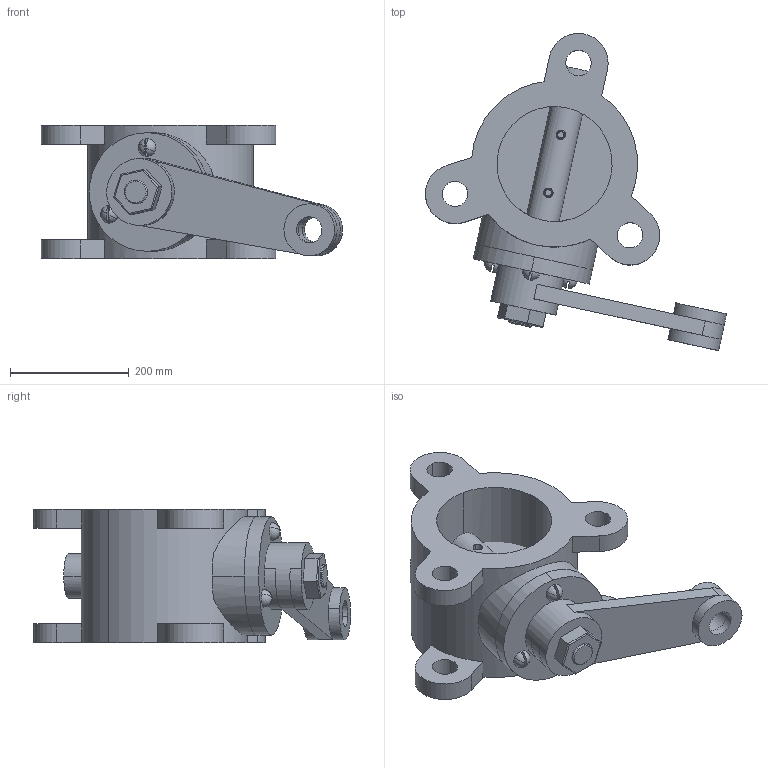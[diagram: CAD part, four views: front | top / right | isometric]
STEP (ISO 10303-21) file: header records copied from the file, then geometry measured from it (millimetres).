
FILE_DESCRIPTION(('CATIA V5 STEP Exchange'),'2;1');
FILE_NAME('Butterfly valve (simulated).stp','2022-03-20T02:13:09+00:00',('none'),('none'),'CATIA Version 5 Release 21 GA (IN-10)','CATIA V5 STEP AP203','none');
FILE_SCHEMA(('CONFIG_CONTROL_DESIGN'));
Length unit declared in the file: millimetre
Products named in the file (1): Butterfly valve
Assembly tree (11 placements, depth 2):
  Butterfly valve
    #58
    #2175
    #2812
    #3176  x3
    #3569
    #3862  x2
    #4227
    #5070
Bounding box: 507.53 x 534.4 x 225 mm (x, y, z)
Volume: 12077865.1 mm3; surface area: 975933 mm2
Topology: 11 solids, 11 shells, 215 faces, 516 edges, 336 vertices
Faces by surface type: cylinder 106, plane 89, cone 12, sphere 6, extrusion 2
Entity records: 5505 total; most frequent: CARTESIAN_POINT 1273, ORIENTED_EDGE 888, DIRECTION 676, EDGE_CURVE 444, AXIS2_PLACEMENT_3D 339, VERTEX_POINT 290, EDGE_LOOP 228, CIRCLE 208
